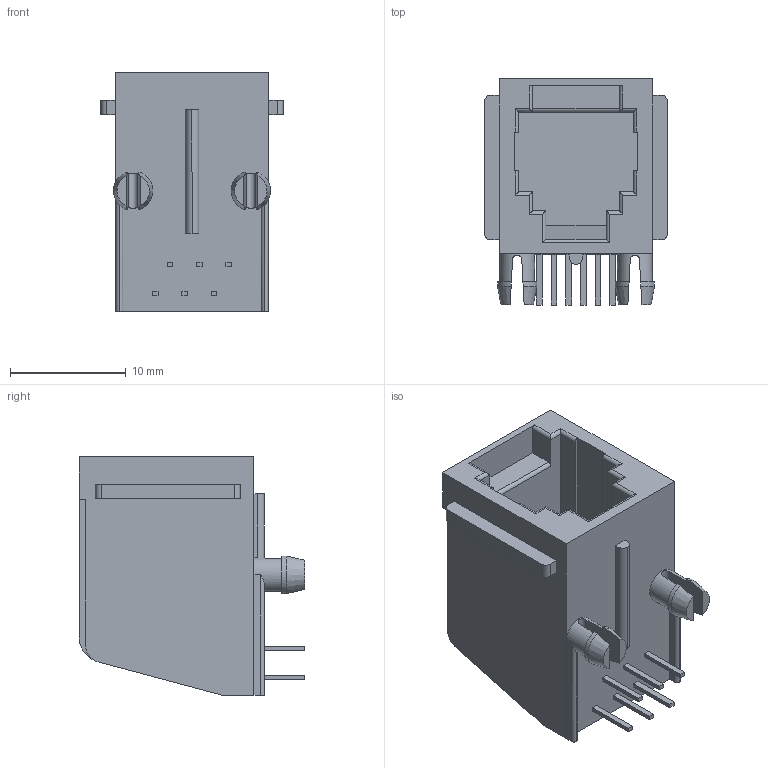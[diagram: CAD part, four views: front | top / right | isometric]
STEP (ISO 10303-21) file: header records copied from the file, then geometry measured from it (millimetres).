
FILE_DESCRIPTION (( 'STEP AP214' ), '1' );
FILE_NAME ('GDX-A-66_rA3.STEP', '2013-05-09T23:40:47', ( 'Daniel' ), ( 'Microsoft' ), 'SwSTEP 2.0', 'SolidWorks 2012', '' );
FILE_SCHEMA (( 'AUTOMOTIVE_DESIGN' ));
Length unit declared in the file: millimetre
Products named in the file (1): GDX-A-66_rA3
Bounding box: 15.75 x 19.5 x 20.6 mm (x, y, z)
Volume: 2551.7 mm3; surface area: 2335.4 mm2
Topology: 1 solids, 1 shells, 144 faces, 382 edges, 250 vertices
Faces by surface type: plane 99, cylinder 41, cone 4
Entity records: 5744 total; most frequent: CARTESIAN_POINT 963, ORIENTED_EDGE 764, DIRECTION 672, EDGE_CURVE 382, LINE 278, VECTOR 278, VERTEX_POINT 250, AXIS2_PLACEMENT_3D 197
